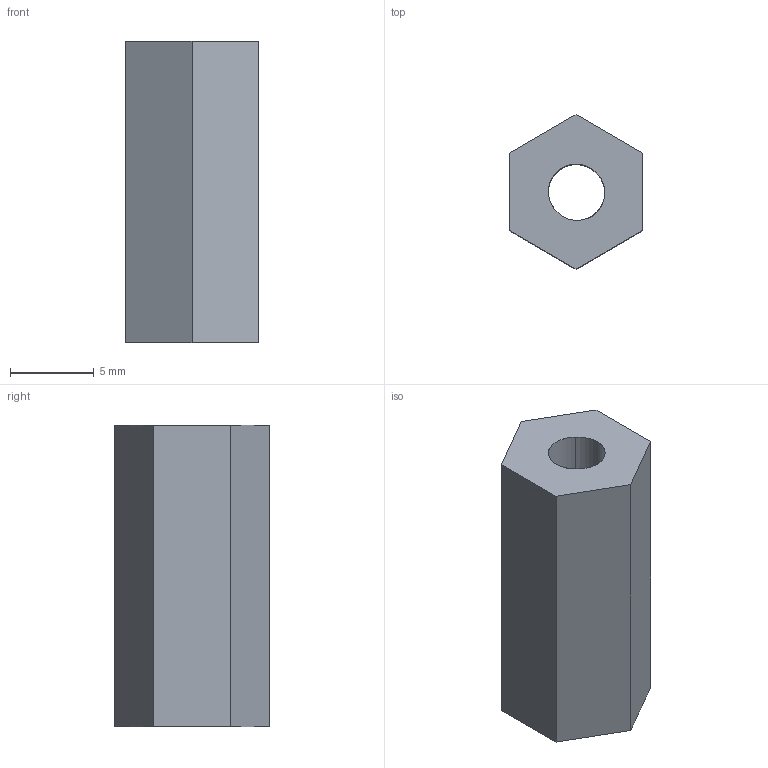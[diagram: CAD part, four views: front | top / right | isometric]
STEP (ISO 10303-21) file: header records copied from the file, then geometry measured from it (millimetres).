
FILE_DESCRIPTION(('STEP AP214'),'1');
FILE_NAME('hsm2_5-6_4-15-2_1128773.stp','2017-06-07T02:21:18',('TraceParts'),('TraceParts S.A.'),'Spatial InterOp 3D',' ',' ');
FILE_SCHEMA(('automotive_design'));
Length unit declared in the file: millimetre
Products named in the file (11): hsm2_5-6_4-15-2_1128773_1; hsm2_5-6_4-15-2_1128773_2; hsm2_5-6_4-15-2_1128773_3; hsm2_5-6_4-15-2_1128773_4; hsm2_5-6_4-15-2_1128773_5; hsm2_5-6_4-15-2_1128773_6; hsm2_5-6_4-15-2_1128773_7; hsm2_5-6_4-15-2_1128773_8; hsm2_5-6_4-15-2_1128773_9; hsm2_5-6_4-15-2_1128773_10; hsm2_5-6_4-15-2_1128773_11
Bounding box: 8 x 9.24 x 18 mm (x, y, z)
Surface area: 781.9 mm2 (no closed solid volume)
Topology: 0 solids, 12 shells, 12 faces, 56 edges, 56 vertices
Faces by surface type: plane 8, cylinder 4
Entity records: 773 total; most frequent: CARTESIAN_POINT 135, DIRECTION 114, ORIENTED_EDGE 56, EDGE_CURVE 56, VERTEX_POINT 56, LINE 44, VECTOR 44, AXIS2_PLACEMENT_3D 35
